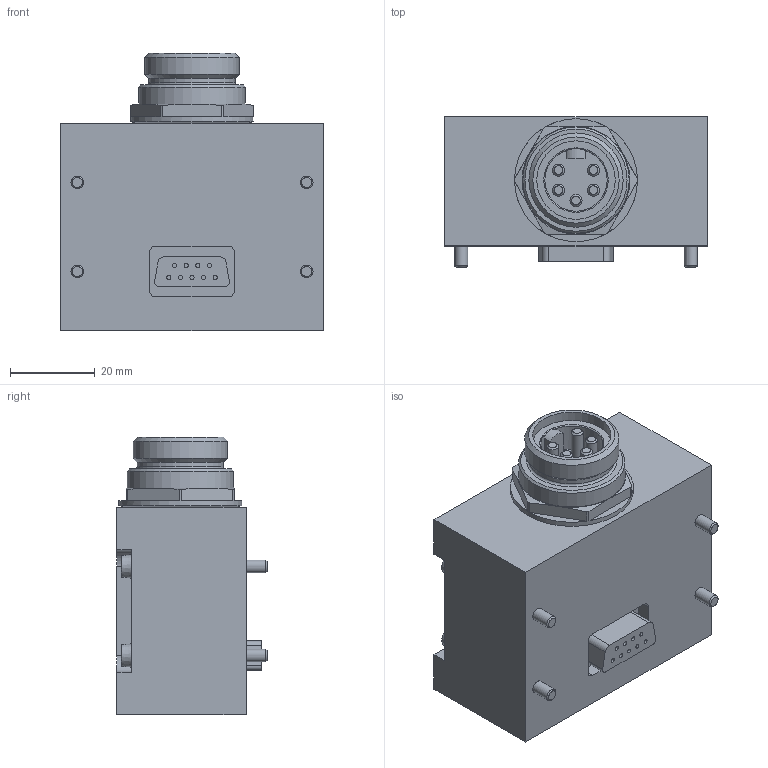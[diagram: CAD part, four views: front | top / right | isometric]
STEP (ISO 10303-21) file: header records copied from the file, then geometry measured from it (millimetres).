
FILE_DESCRIPTION(/* description */ ('STEP AP214'),/* implementation_level */ '2;1');
FILE_NAME(/* name */ '571052_CPX-AB-1-7_8-DN',/* time_stamp */ '2024-08-07T18:21:39+02:00',/* author */ ('License CC BY-ND 4.0'),/* organization */ ('CADENAS'),/* preprocessor_version */ 'ST-DEVELOPER v19.3',/* originating_system */ 'PARTsolutions',/* authorisation */ ' ');
FILE_SCHEMA (('AUTOMOTIVE_DESIGN {1 0 10303 214 3 1 1}'));
Length unit declared in the file: millimetre
Products named in the file (1): 571052 CPX-AB-1-7/8-DN
Bounding box: 62 x 35.5 x 65.5 mm (x, y, z)
Volume: 97464.2 mm3; surface area: 16382.1 mm2
Topology: 1 solids, 1 shells, 225 faces, 543 edges, 353 vertices
Faces by surface type: plane 87, cylinder 85, cone 47, torus 6
Full cylindrical faces by diameter (mm): 1 x9, 2.86 x5, 3 x4, 18.5 x1, 20.333 x1, 22.225 x1, 25.1 x1, 29 x1
Entity records: 6373 total; most frequent: CARTESIAN_POINT 1356, DIRECTION 1041, ORIENTED_EDGE 964, EDGE_CURVE 482, AXIS2_PLACEMENT_3D 423, VERTEX_POINT 338, EDGE_LOOP 304, FACE_BOUND 304
